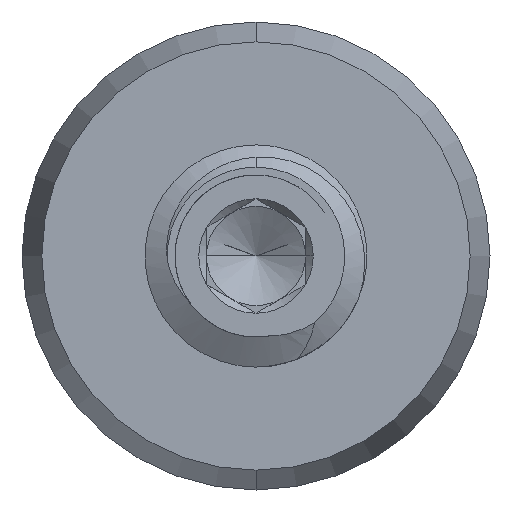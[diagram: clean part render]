
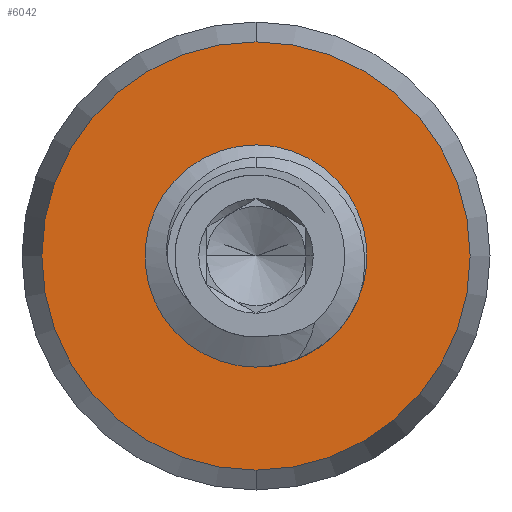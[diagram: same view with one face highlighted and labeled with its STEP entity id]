
A CAD part, front view. The second image highlights one B-rep face of the part: STEP entity #6042.
In plain terms, the highlighted planar face has unit normal (0, -1, 0).
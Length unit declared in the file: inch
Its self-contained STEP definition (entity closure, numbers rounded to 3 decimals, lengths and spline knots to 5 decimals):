
#459 = DIRECTION ( 'NONE',  ( 0., 0., 1. ) ) ;
#533 = ORIENTED_EDGE ( 'NONE', *, *, #1483, .T. ) ;
#770 = DIRECTION ( 'NONE',  ( 0., 1., 0. ) ) ;
#846 = CARTESIAN_POINT ( 'NONE',  ( -0.04197, -1.40213, 0.06365 ) ) ;
#1078 = AXIS2_PLACEMENT_3D ( 'NONE', #3944, #770, #4666 ) ;
#1097 = EDGE_CURVE ( 'NONE', #7073, #3802, #5448, .T. ) ;
#1483 = EDGE_CURVE ( 'NONE', #3150, #4587, #7978, .T. ) ;
#1581 = DIRECTION ( 'NONE',  ( 0., 0., 1. ) ) ;
#1650 = FACE_OUTER_BOUND ( 'NONE', #2240, .T. ) ;
#2240 = EDGE_LOOP ( 'NONE', ( #3510, #5180 ) ) ;
#2380 = ORIENTED_EDGE ( 'NONE', *, *, #3778, .T. ) ;
#2950 = CIRCLE ( 'NONE', #7730, 0.108 ) ;
#3013 = CARTESIAN_POINT ( 'NONE',  ( 0.06603, -1.40213, -0.04435 ) ) ;
#3150 = VERTEX_POINT ( 'NONE', #5167 ) ;
#3268 = DIRECTION ( 'NONE',  ( 0., 0., 1. ) ) ;
#3447 = EDGE_LOOP ( 'NONE', ( #533, #2380 ) ) ;
#3493 = CARTESIAN_POINT ( 'NONE',  ( -0.04197, -1.40213, 0.01015 ) ) ;
#3510 = ORIENTED_EDGE ( 'NONE', *, *, #6153, .F. ) ;
#3778 = EDGE_CURVE ( 'NONE', #4587, #3150, #5729, .T. ) ;
#3802 = VERTEX_POINT ( 'NONE', #846 ) ;
#3944 = CARTESIAN_POINT ( 'NONE',  ( -0.04197, -1.40213, -0.04435 ) ) ;
#4137 = AXIS2_PLACEMENT_3D ( 'NONE', #3013, #6147, #8214 ) ;
#4167 = PLANE ( 'NONE',  #4137 ) ;
#4277 = AXIS2_PLACEMENT_3D ( 'NONE', #7787, #6399, #3268 ) ;
#4587 = VERTEX_POINT ( 'NONE', #3493 ) ;
#4666 = DIRECTION ( 'NONE',  ( 0., 0., 1. ) ) ;
#4726 = CARTESIAN_POINT ( 'NONE',  ( -0.04197, -1.40213, -0.15235 ) ) ;
#5167 = CARTESIAN_POINT ( 'NONE',  ( -0.04197, -1.40213, -0.09885 ) ) ;
#5180 = ORIENTED_EDGE ( 'NONE', *, *, #1097, .F. ) ;
#5349 = DIRECTION ( 'NONE',  ( 0., 1., 0. ) ) ;
#5448 = CIRCLE ( 'NONE', #1078, 0.108 ) ;
#5619 = DIRECTION ( 'NONE',  ( 0., 1., 0. ) ) ;
#5729 = CIRCLE ( 'NONE', #4277, 0.0545 ) ;
#6042 = ADVANCED_FACE ( 'NONE', ( #7306, #1650 ), #4167, .F. ) ;
#6147 = DIRECTION ( 'NONE',  ( 0., 1., 0. ) ) ;
#6153 = EDGE_CURVE ( 'NONE', #3802, #7073, #2950, .T. ) ;
#6279 = CARTESIAN_POINT ( 'NONE',  ( -0.04197, -1.40213, -0.04435 ) ) ;
#6399 = DIRECTION ( 'NONE',  ( 0., 1., 0. ) ) ;
#7073 = VERTEX_POINT ( 'NONE', #4726 ) ;
#7306 = FACE_BOUND ( 'NONE', #3447, .T. ) ;
#7592 = AXIS2_PLACEMENT_3D ( 'NONE', #7840, #5349, #1581 ) ;
#7730 = AXIS2_PLACEMENT_3D ( 'NONE', #6279, #5619, #459 ) ;
#7787 = CARTESIAN_POINT ( 'NONE',  ( -0.04197, -1.40213, -0.04435 ) ) ;
#7840 = CARTESIAN_POINT ( 'NONE',  ( -0.04197, -1.40213, -0.04435 ) ) ;
#7978 = CIRCLE ( 'NONE', #7592, 0.0545 ) ;
#8214 = DIRECTION ( 'NONE',  ( 0., 0., 1. ) ) ;
